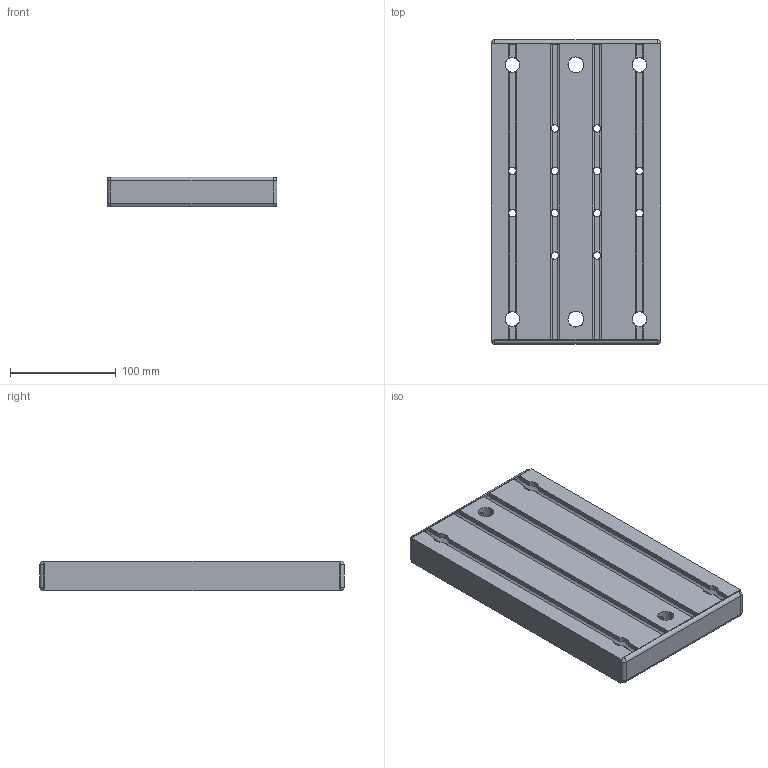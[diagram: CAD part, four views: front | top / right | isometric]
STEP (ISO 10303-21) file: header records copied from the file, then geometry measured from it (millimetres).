
FILE_DESCRIPTION((''),'2;1');
FILE_NAME('SZ0352V.stp','2009-07-27T13:41:43',(''),(''),'Mechanical Desktop 2007','Mechanical Desktop 2007',', , ');
FILE_SCHEMA(('CONFIG_CONTROL_DESIGN'));
Length unit declared in the file: millimetre
Products named in the file (1): SZ0352V
Bounding box: 160 x 287.4 x 28 mm (x, y, z)
Volume: 859335.7 mm3; surface area: 266472.9 mm2
Topology: 3 solids, 3 shells, 494 faces, 1366 edges, 868 vertices
Faces by surface type: cylinder 206, bspline 168, plane 100, cone 16, sphere 4
Entity records: 21203 total; most frequent: CARTESIAN_POINT 9321, ORIENTED_EDGE 2556, DIRECTION 2246, EDGE_CURVE 1278, VERTEX_POINT 854, AXIS2_PLACEMENT_3D 845, EDGE_LOOP 652, VECTOR 556
